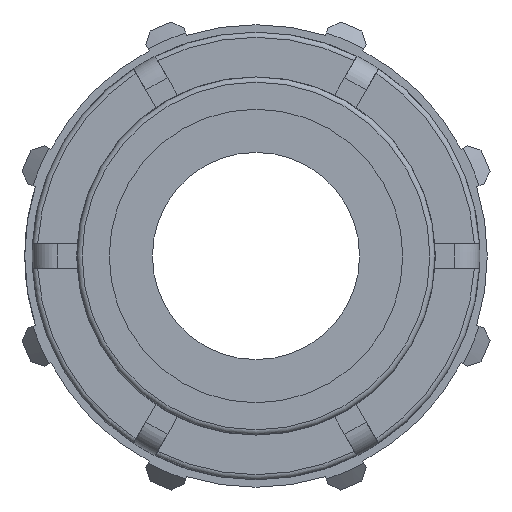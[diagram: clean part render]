
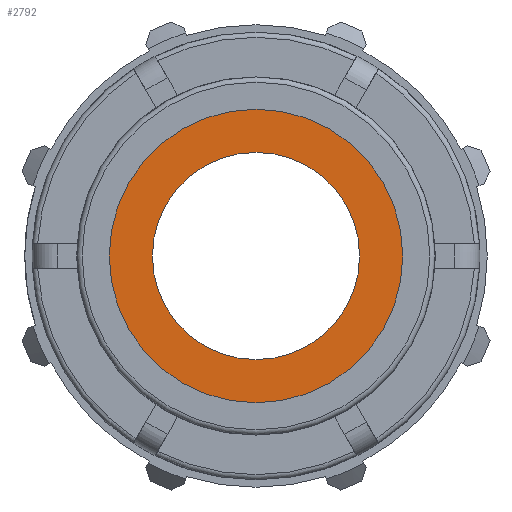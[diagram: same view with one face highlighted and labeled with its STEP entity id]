
A CAD part, left-side view. The second image highlights one B-rep face of the part: STEP entity #2792.
In plain terms, the highlighted planar face has unit normal (-1, 0, 0).
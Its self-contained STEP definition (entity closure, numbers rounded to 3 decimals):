
#81=FACE_BOUND('',#897,.T.);
#583=PLANE('',#3064);
#727=FACE_OUTER_BOUND('',#896,.T.);
#896=EDGE_LOOP('',(#2470));
#897=EDGE_LOOP('',(#2471));
#1027=CIRCLE('',#3063,20.);
#1028=CIRCLE('',#3065,28.328);
#1325=VERTEX_POINT('',#5077);
#1326=VERTEX_POINT('',#5080);
#1709=EDGE_CURVE('',#1325,#1325,#1027,.T.);
#1710=EDGE_CURVE('',#1326,#1326,#1028,.T.);
#2470=ORIENTED_EDGE('',*,*,#1710,.F.);
#2471=ORIENTED_EDGE('',*,*,#1709,.T.);
#2792=ADVANCED_FACE('',(#727,#81),#583,.T.);
#3063=AXIS2_PLACEMENT_3D('',#5078,#3793,#3794);
#3064=AXIS2_PLACEMENT_3D('',#5079,#3795,#3796);
#3065=AXIS2_PLACEMENT_3D('',#5081,#3797,#3798);
#3793=DIRECTION('center_axis',(1.,0.,0.));
#3794=DIRECTION('ref_axis',(0.,0.,-1.));
#3795=DIRECTION('center_axis',(-1.,0.,0.));
#3796=DIRECTION('ref_axis',(0.,0.,1.));
#3797=DIRECTION('center_axis',(1.,0.,0.));
#3798=DIRECTION('ref_axis',(0.,0.,-1.));
#5077=CARTESIAN_POINT('',(30.,20.,0.));
#5078=CARTESIAN_POINT('Origin',(30.,0.,0.));
#5079=CARTESIAN_POINT('Origin',(30.,28.328,0.));
#5080=CARTESIAN_POINT('',(30.,28.328,0.));
#5081=CARTESIAN_POINT('Origin',(30.,0.,0.));
